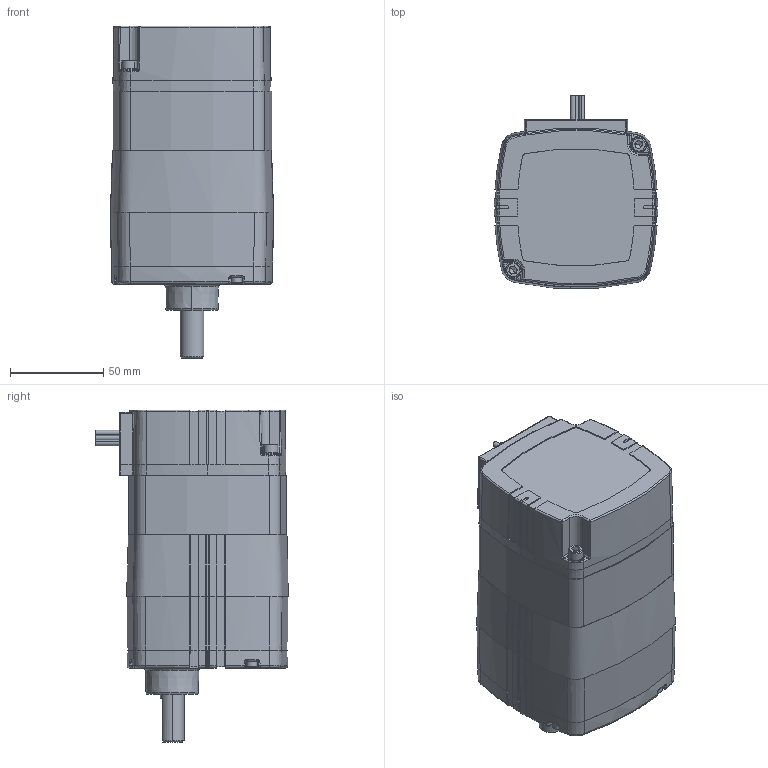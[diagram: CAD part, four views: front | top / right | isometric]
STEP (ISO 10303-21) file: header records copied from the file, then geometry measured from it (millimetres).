
FILE_DESCRIPTION (( 'STEP AP203' ), '1' );
FILE_NAME ('INFM0253.STEP', '2013-05-08T19:43:32', ( 'Admin' ), ( 'Bodine Electric Company' ), 'SwSTEP 2.0', 'SolidWorks 2012', '' );
FILE_SCHEMA (( 'CONFIG_CONTROL_DESIGN' ));
Length unit declared in the file: inch
Products named in the file (1): INFM0253
Bounding box: 87.58 x 103.32 x 178.1 mm (x, y, z)
Volume: 969672.2 mm3; surface area: 108980 mm2
Topology: 17 solids, 17 shells, 840 faces, 1980 edges, 1176 vertices
Faces by surface type: bspline 205, plane 189, cone 179, cylinder 135, torus 126, sphere 6
Entity records: 31635 total; most frequent: CARTESIAN_POINT 13675, ORIENTED_EDGE 3930, DIRECTION 3511, EDGE_CURVE 1965, AXIS2_PLACEMENT_3D 1493, VERTEX_POINT 1176, EDGE_LOOP 881, CIRCLE 857
